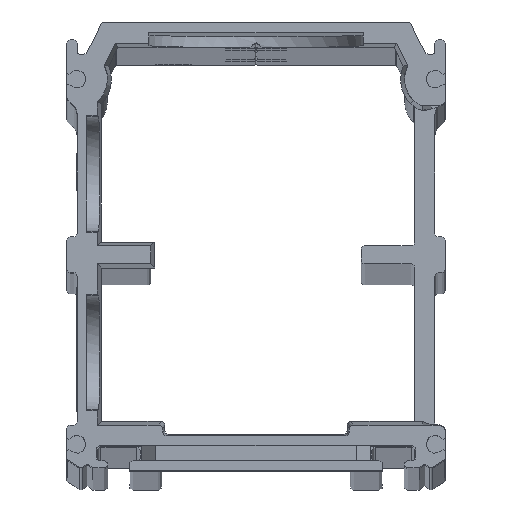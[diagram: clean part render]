
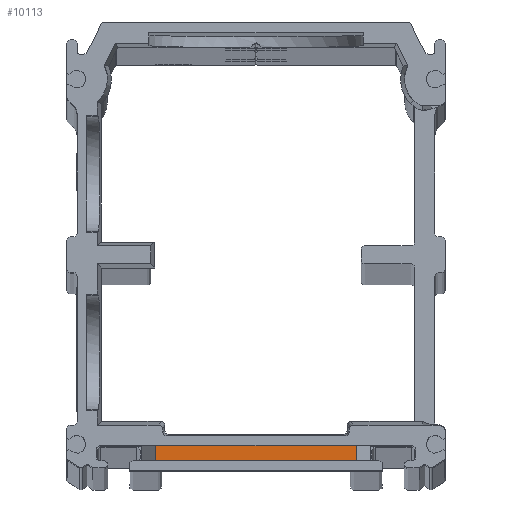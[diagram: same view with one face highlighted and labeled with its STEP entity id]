
A CAD part, top view. The second image highlights one B-rep face of the part: STEP entity #10113.
In plain terms, the highlighted planar face has unit normal (0, 0, 1).
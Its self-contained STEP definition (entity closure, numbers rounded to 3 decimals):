
#271=PLANE('',#10905);
#744=FACE_OUTER_BOUND('',#1273,.T.);
#1273=EDGE_LOOP('',(#7584,#7585,#7586,#7587));
#1943=LINE('',#15391,#2899);
#1966=LINE('',#15434,#2922);
#1968=LINE('',#15439,#2924);
#1969=LINE('',#15440,#2925);
#2899=VECTOR('',#12639,1.);
#2922=VECTOR('',#12688,1.);
#2924=VECTOR('',#12694,10.);
#2925=VECTOR('',#12695,1.);
#4278=VERTEX_POINT('',#15388);
#4279=VERTEX_POINT('',#15390);
#4286=VERTEX_POINT('',#15432);
#4287=VERTEX_POINT('',#15438);
#5450=EDGE_CURVE('',#4279,#4278,#1943,.T.);
#5473=EDGE_CURVE('',#4286,#4278,#1966,.T.);
#5475=EDGE_CURVE('',#4287,#4286,#1968,.T.);
#5476=EDGE_CURVE('',#4279,#4287,#1969,.T.);
#7584=ORIENTED_EDGE('',*,*,#5475,.F.);
#7585=ORIENTED_EDGE('',*,*,#5476,.F.);
#7586=ORIENTED_EDGE('',*,*,#5450,.T.);
#7587=ORIENTED_EDGE('',*,*,#5473,.F.);
#10113=ADVANCED_FACE('',(#744),#271,.F.);
#10905=AXIS2_PLACEMENT_3D('',#15437,#12692,#12693);
#12639=DIRECTION('',(1.,0.,0.));
#12688=DIRECTION('',(0.,-1.,0.));
#12692=DIRECTION('center_axis',(0.,0.,
-1.));
#12693=DIRECTION('ref_axis',(0.,-1.,0.));
#12694=DIRECTION('',(1.,0.,0.));
#12695=DIRECTION('',(0.,1.,0.));
#15388=CARTESIAN_POINT('',(14.05,1.021,906.));
#15390=CARTESIAN_POINT('',(-14.05,1.021,906.));
#15391=CARTESIAN_POINT('',(17.45,1.021,906.));
#15432=CARTESIAN_POINT('',(14.05,3.15,906.));
#15434=CARTESIAN_POINT('',(14.05,0.521,906.));
#15437=CARTESIAN_POINT('Origin',(17.7,0.021,906.));
#15438=CARTESIAN_POINT('',(-14.05,3.15,906.));
#15439=CARTESIAN_POINT('',(0.75,3.15,906.));
#15440=CARTESIAN_POINT('',(-14.05,1.521,906.));
